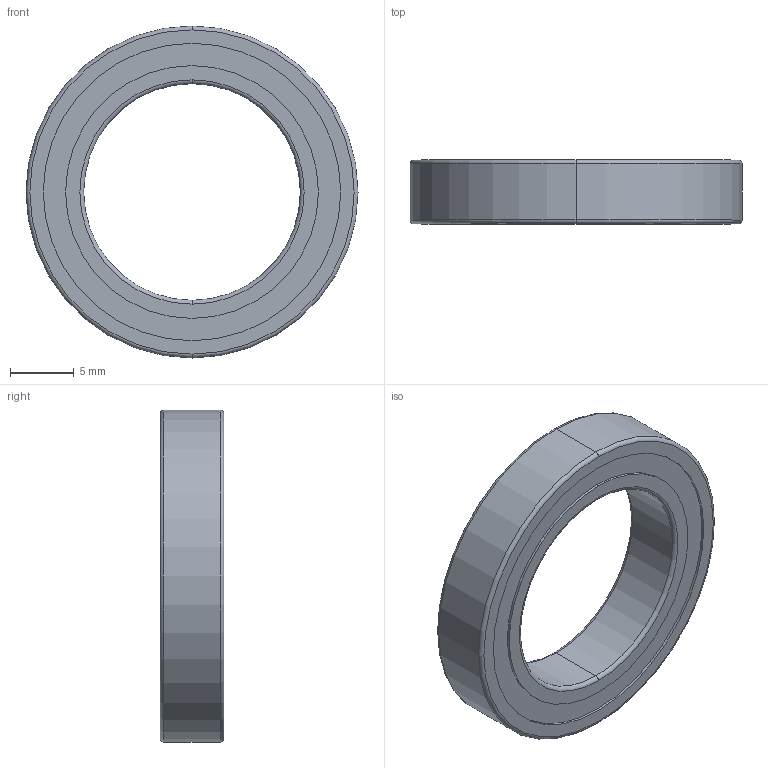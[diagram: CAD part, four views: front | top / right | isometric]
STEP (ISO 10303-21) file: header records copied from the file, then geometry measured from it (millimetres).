
FILE_DESCRIPTION(('STEP AP214'),'1');
FILE_NAME('61803-2rs.stp','2021-09-01T09:50:29',('TraceParts'),('TraceParts S.A.'),'Spatial InterOp 3D',' ',' ');
FILE_SCHEMA(('AUTOMOTIVE_DESIGN { 1 0 10303 214 1 1 1 1 }'));
Length unit declared in the file: millimetre
Products named in the file (1): 61803-2rs_1
Bounding box: 26 x 5 x 26 mm (x, y, z)
Volume: 1263.5 mm3; surface area: 3337.4 mm2
Topology: 21 solids, 21 shells, 157 faces, 424 edges, 248 vertices
Faces by surface type: cylinder 64, sphere 48, plane 29, torus 16
Entity records: 6169 total; most frequent: CARTESIAN_POINT 2386, DIRECTION 868, ORIENTED_EDGE 720, AXIS2_PLACEMENT_3D 394, EDGE_CURVE 360, VERTEX_POINT 248, CIRCLE 216, EDGE_LOOP 170
